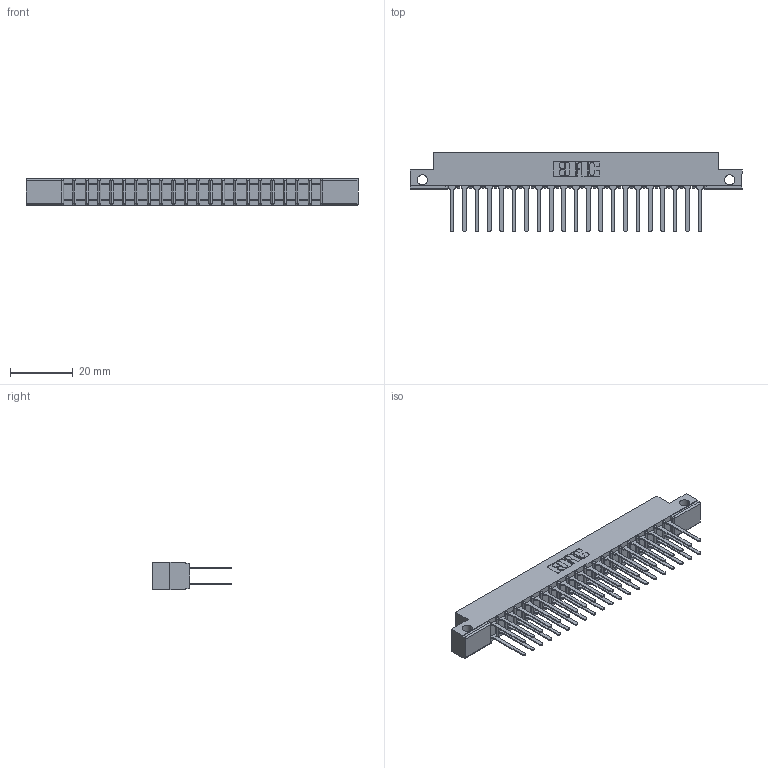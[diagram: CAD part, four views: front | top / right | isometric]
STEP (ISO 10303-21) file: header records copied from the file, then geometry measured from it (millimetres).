
FILE_DESCRIPTION (( 'STEP AP203' ), '1' );
FILE_NAME ('357-042-442-212.STEP', '2020-10-03T22:32:24', ( '' ), ( '' ), 'SwSTEP 2.0', 'SolidWorks 2020', '' );
FILE_SCHEMA (( 'CONFIG_CONTROL_DESIGN' ));
Length unit declared in the file: inch
Products named in the file (3): 357-042-442-212; 307 Part_.128 Dia Side Mounting Holes; 307-290-001_542
Assembly tree (43 placements, depth 2):
  357-042-442-212
    307 Part_.128 Dia Side Mounting Holes
    307-290-001_542  x42
Bounding box: 106.22 x 25.43 x 8.71 mm (x, y, z)
Volume: 7032.7 mm3; surface area: 13124.6 mm2
Topology: 43 solids, 43 shells, 2072 faces, 5783 edges, 3738 vertices
Faces by surface type: plane 1372, cylinder 656, sphere 44
Entity records: 21234 total; most frequent: CARTESIAN_POINT 3477, ORIENTED_EDGE 3442, DIRECTION 3415, EDGE_CURVE 1721, LINE 1311, VECTOR 1311, VERTEX_POINT 1114, AXIS2_PLACEMENT_3D 1052
